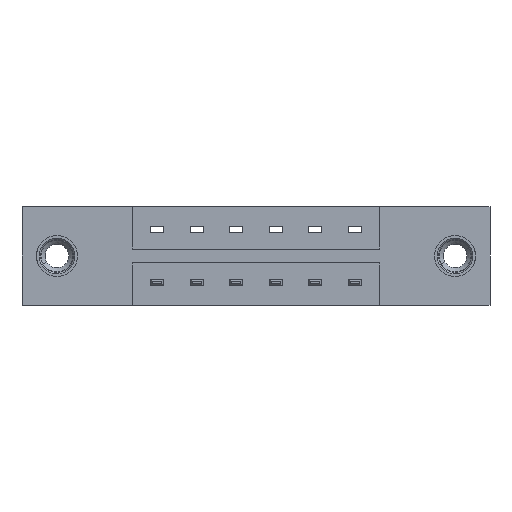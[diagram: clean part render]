
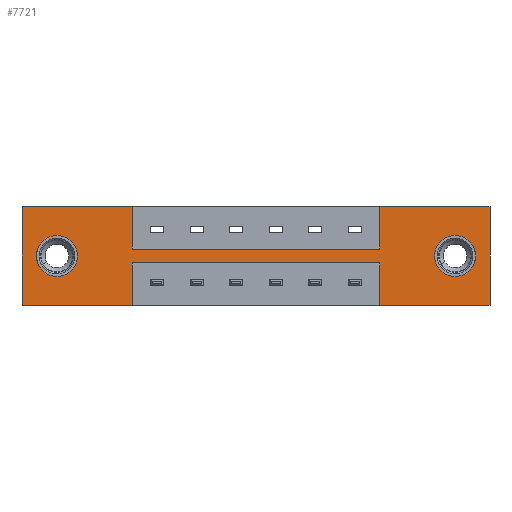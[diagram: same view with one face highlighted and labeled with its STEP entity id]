
A CAD part, front view. The second image highlights one B-rep face of the part: STEP entity #7721.
In plain terms, the highlighted planar face has unit normal (0, -1, 0).
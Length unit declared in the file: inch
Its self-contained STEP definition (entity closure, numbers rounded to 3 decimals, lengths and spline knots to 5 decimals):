
#226 = ORIENTED_EDGE ( 'NONE', *, *, #4766, .F. ) ;
#278 = ORIENTED_EDGE ( 'NONE', *, *, #7537, .F. ) ;
#321 = LINE ( 'NONE', #2380, #6530 ) ;
#388 = LINE ( 'NONE', #5768, #3323 ) ;
#516 = CIRCLE ( 'NONE', #5148, 0.078 ) ;
#551 = DIRECTION ( 'NONE',  ( 0., 0., 1. ) ) ;
#552 = ORIENTED_EDGE ( 'NONE', *, *, #7809, .F. ) ;
#638 = VERTEX_POINT ( 'NONE', #4428 ) ;
#673 = CARTESIAN_POINT ( 'NONE',  ( 0.4175, 0., -0.375 ) ) ;
#726 = VECTOR ( 'NONE', #1989, 39.37008 ) ;
#819 = DIRECTION ( 'NONE',  ( 0., -1., 0. ) ) ;
#825 = EDGE_CURVE ( 'NONE', #5043, #7432, #1293, .T. ) ;
#881 = FACE_BOUND ( 'NONE', #7877, .T. ) ;
#908 = VECTOR ( 'NONE', #921, 39.37008 ) ;
#921 = DIRECTION ( 'NONE',  ( -1., 0., 0. ) ) ;
#932 = AXIS2_PLACEMENT_3D ( 'NONE', #5105, #819, #2941 ) ;
#1020 = CARTESIAN_POINT ( 'NONE',  ( 0.4175, 0., -0.214 ) ) ;
#1105 = EDGE_CURVE ( 'NONE', #2740, #638, #7933, .T. ) ;
#1120 = VERTEX_POINT ( 'NONE', #673 ) ;
#1293 = LINE ( 'NONE', #3865, #1521 ) ;
#1324 = CARTESIAN_POINT ( 'NONE',  ( 1.6425, 0., -0.1875 ) ) ;
#1428 = CARTESIAN_POINT ( 'NONE',  ( 1.6425, 0., -0.1875 ) ) ;
#1445 = EDGE_CURVE ( 'NONE', #6073, #1120, #4225, .T. ) ;
#1521 = VECTOR ( 'NONE', #8898, 39.37008 ) ;
#1572 = CARTESIAN_POINT ( 'NONE',  ( 1.3575, 0., -0.161 ) ) ;
#1618 = PLANE ( 'NONE',  #932 ) ;
#1679 = VERTEX_POINT ( 'NONE', #3211 ) ;
#1705 = VERTEX_POINT ( 'NONE', #3913 ) ;
#1706 = CARTESIAN_POINT ( 'NONE',  ( 0.1325, 0., -0.1875 ) ) ;
#1822 = EDGE_CURVE ( 'NONE', #7815, #4772, #5102, .T. ) ;
#1954 = VERTEX_POINT ( 'NONE', #4867 ) ;
#1989 = DIRECTION ( 'NONE',  ( 0., 0., 1. ) ) ;
#2047 = CARTESIAN_POINT ( 'NONE',  ( 1.775, 0., -0.375 ) ) ;
#2052 = CARTESIAN_POINT ( 'NONE',  ( 1.3575, 0., -0.214 ) ) ;
#2264 = AXIS2_PLACEMENT_3D ( 'NONE', #1324, #9264, #7093 ) ;
#2380 = CARTESIAN_POINT ( 'NONE',  ( 0.4175, 0., -0.214 ) ) ;
#2573 = ORIENTED_EDGE ( 'NONE', *, *, #3149, .F. ) ;
#2649 = LINE ( 'NONE', #2052, #726 ) ;
#2740 = VERTEX_POINT ( 'NONE', #2047 ) ;
#2787 = CARTESIAN_POINT ( 'NONE',  ( 0., 0., 0. ) ) ;
#2825 = LINE ( 'NONE', #5206, #908 ) ;
#2872 = DIRECTION ( 'NONE',  ( -1., 0., 0. ) ) ;
#2935 = VECTOR ( 'NONE', #551, 39.37008 ) ;
#2941 = DIRECTION ( 'NONE',  ( 0., 0., -1. ) ) ;
#3078 = DIRECTION ( 'NONE',  ( 0., 0., 1. ) ) ;
#3149 = EDGE_CURVE ( 'NONE', #5769, #7285, #5512, .T. ) ;
#3211 = CARTESIAN_POINT ( 'NONE',  ( 0., 0., -0.375 ) ) ;
#3243 = ORIENTED_EDGE ( 'NONE', *, *, #1105, .F. ) ;
#3290 = EDGE_CURVE ( 'NONE', #7432, #5769, #6510, .T. ) ;
#3323 = VECTOR ( 'NONE', #5796, 39.37008 ) ;
#3470 = ORIENTED_EDGE ( 'NONE', *, *, #6236, .F. ) ;
#3634 = CARTESIAN_POINT ( 'NONE',  ( 0.1325, 0., -0.1095 ) ) ;
#3726 = CARTESIAN_POINT ( 'NONE',  ( 1.3575, 0., -0.214 ) ) ;
#3826 = DIRECTION ( 'NONE',  ( 0., 0., -1. ) ) ;
#3865 = CARTESIAN_POINT ( 'NONE',  ( 0., 0., 0. ) ) ;
#3913 = CARTESIAN_POINT ( 'NONE',  ( 1.6425, 0., -0.1095 ) ) ;
#3966 = CARTESIAN_POINT ( 'NONE',  ( 0.1325, 0., -0.1875 ) ) ;
#4008 = EDGE_CURVE ( 'NONE', #6916, #1705, #516, .T. ) ;
#4149 = CIRCLE ( 'NONE', #4436, 0.078 ) ;
#4151 = VECTOR ( 'NONE', #7013, 39.37008 ) ;
#4187 = LINE ( 'NONE', #2787, #2935 ) ;
#4189 = CARTESIAN_POINT ( 'NONE',  ( 0.4175, 0., -0.214 ) ) ;
#4225 = LINE ( 'NONE', #1020, #8379 ) ;
#4279 = VECTOR ( 'NONE', #3078, 39.37008 ) ;
#4428 = CARTESIAN_POINT ( 'NONE',  ( 1.3575, 0., -0.375 ) ) ;
#4436 = AXIS2_PLACEMENT_3D ( 'NONE', #1706, #6746, #9155 ) ;
#4678 = ORIENTED_EDGE ( 'NONE', *, *, #6015, .F. ) ;
#4766 = EDGE_CURVE ( 'NONE', #638, #5020, #2649, .T. ) ;
#4772 = VERTEX_POINT ( 'NONE', #5610 ) ;
#4867 = CARTESIAN_POINT ( 'NONE',  ( 1.3575, 0., 0. ) ) ;
#4889 = EDGE_CURVE ( 'NONE', #1954, #7281, #388, .T. ) ;
#5017 = CARTESIAN_POINT ( 'NONE',  ( 0., 0., -0.375 ) ) ;
#5020 = VERTEX_POINT ( 'NONE', #3726 ) ;
#5043 = VERTEX_POINT ( 'NONE', #8008 ) ;
#5085 = AXIS2_PLACEMENT_3D ( 'NONE', #3966, #5407, #6068 ) ;
#5102 = CIRCLE ( 'NONE', #5085, 0.078 ) ;
#5105 = CARTESIAN_POINT ( 'NONE',  ( 0., 0., -0.375 ) ) ;
#5148 = AXIS2_PLACEMENT_3D ( 'NONE', #1428, #5806, #7855 ) ;
#5173 = ORIENTED_EDGE ( 'NONE', *, *, #4889, .F. ) ;
#5206 = CARTESIAN_POINT ( 'NONE',  ( 0., 0., -0.375 ) ) ;
#5322 = CARTESIAN_POINT ( 'NONE',  ( 1.6425, 0., -0.2655 ) ) ;
#5380 = DIRECTION ( 'NONE',  ( 1., 0., 0. ) ) ;
#5407 = DIRECTION ( 'NONE',  ( 0., 1., 0. ) ) ;
#5512 = LINE ( 'NONE', #8340, #7983 ) ;
#5527 = VECTOR ( 'NONE', #5567, 39.37008 ) ;
#5567 = DIRECTION ( 'NONE',  ( 0., 0., -1. ) ) ;
#5610 = CARTESIAN_POINT ( 'NONE',  ( 0.1325, 0., -0.2655 ) ) ;
#5628 = CARTESIAN_POINT ( 'NONE',  ( 0.4175, 0., -0.161 ) ) ;
#5636 = CARTESIAN_POINT ( 'NONE',  ( 1.3575, 0., -0.161 ) ) ;
#5733 = CIRCLE ( 'NONE', #2264, 0.078 ) ;
#5768 = CARTESIAN_POINT ( 'NONE',  ( 0., 0., 0. ) ) ;
#5769 = VERTEX_POINT ( 'NONE', #6003 ) ;
#5796 = DIRECTION ( 'NONE',  ( 1., 0., 0. ) ) ;
#5806 = DIRECTION ( 'NONE',  ( 0., 1., 0. ) ) ;
#5845 = ORIENTED_EDGE ( 'NONE', *, *, #8600, .T. ) ;
#5934 = ORIENTED_EDGE ( 'NONE', *, *, #8097, .T. ) ;
#5993 = DIRECTION ( 'NONE',  ( -1., 0., 0. ) ) ;
#6003 = CARTESIAN_POINT ( 'NONE',  ( 0.4175, 0., -0.161 ) ) ;
#6015 = EDGE_CURVE ( 'NONE', #1679, #5043, #4187, .T. ) ;
#6068 = DIRECTION ( 'NONE',  ( 0., 0., 1. ) ) ;
#6073 = VERTEX_POINT ( 'NONE', #4189 ) ;
#6236 = EDGE_CURVE ( 'NONE', #1120, #1679, #2825, .T. ) ;
#6510 = LINE ( 'NONE', #5628, #4151 ) ;
#6530 = VECTOR ( 'NONE', #5993, 39.37008 ) ;
#6672 = ORIENTED_EDGE ( 'NONE', *, *, #4008, .T. ) ;
#6746 = DIRECTION ( 'NONE',  ( 0., 1., 0. ) ) ;
#6831 = EDGE_LOOP ( 'NONE', ( #226, #3243, #8506, #5173, #278, #2573, #9307, #7932, #4678, #3470, #7621, #552 ) ) ;
#6916 = VERTEX_POINT ( 'NONE', #5322 ) ;
#7013 = DIRECTION ( 'NONE',  ( 0., 0., -1. ) ) ;
#7093 = DIRECTION ( 'NONE',  ( 0., 0., -1. ) ) ;
#7098 = LINE ( 'NONE', #1572, #4279 ) ;
#7153 = VECTOR ( 'NONE', #2872, 39.37008 ) ;
#7187 = EDGE_LOOP ( 'NONE', ( #9241, #5845 ) ) ;
#7275 = EDGE_CURVE ( 'NONE', #7281, #2740, #7441, .T. ) ;
#7281 = VERTEX_POINT ( 'NONE', #7691 ) ;
#7285 = VERTEX_POINT ( 'NONE', #5636 ) ;
#7432 = VERTEX_POINT ( 'NONE', #8800 ) ;
#7441 = LINE ( 'NONE', #7749, #5527 ) ;
#7537 = EDGE_CURVE ( 'NONE', #7285, #1954, #7098, .T. ) ;
#7621 = ORIENTED_EDGE ( 'NONE', *, *, #1445, .F. ) ;
#7691 = CARTESIAN_POINT ( 'NONE',  ( 1.775, 0., 0. ) ) ;
#7721 = ADVANCED_FACE ( 'NONE', ( #881, #7769, #8544 ), #1618, .T. ) ;
#7749 = CARTESIAN_POINT ( 'NONE',  ( 1.775, 0., 0. ) ) ;
#7769 = FACE_BOUND ( 'NONE', #7187, .T. ) ;
#7809 = EDGE_CURVE ( 'NONE', #5020, #6073, #321, .T. ) ;
#7815 = VERTEX_POINT ( 'NONE', #3634 ) ;
#7855 = DIRECTION ( 'NONE',  ( 0., 0., -1. ) ) ;
#7877 = EDGE_LOOP ( 'NONE', ( #5934, #6672 ) ) ;
#7932 = ORIENTED_EDGE ( 'NONE', *, *, #825, .F. ) ;
#7933 = LINE ( 'NONE', #5017, #7153 ) ;
#7983 = VECTOR ( 'NONE', #5380, 39.37008 ) ;
#8008 = CARTESIAN_POINT ( 'NONE',  ( 0., 0., 0. ) ) ;
#8097 = EDGE_CURVE ( 'NONE', #1705, #6916, #5733, .T. ) ;
#8340 = CARTESIAN_POINT ( 'NONE',  ( 0.4175, 0., -0.161 ) ) ;
#8379 = VECTOR ( 'NONE', #3826, 39.37008 ) ;
#8506 = ORIENTED_EDGE ( 'NONE', *, *, #7275, .F. ) ;
#8544 = FACE_OUTER_BOUND ( 'NONE', #6831, .T. ) ;
#8600 = EDGE_CURVE ( 'NONE', #4772, #7815, #4149, .T. ) ;
#8800 = CARTESIAN_POINT ( 'NONE',  ( 0.4175, 0., 0. ) ) ;
#8898 = DIRECTION ( 'NONE',  ( 1., 0., 0. ) ) ;
#9155 = DIRECTION ( 'NONE',  ( 0., 0., 1. ) ) ;
#9241 = ORIENTED_EDGE ( 'NONE', *, *, #1822, .T. ) ;
#9264 = DIRECTION ( 'NONE',  ( 0., 1., 0. ) ) ;
#9307 = ORIENTED_EDGE ( 'NONE', *, *, #3290, .F. ) ;
